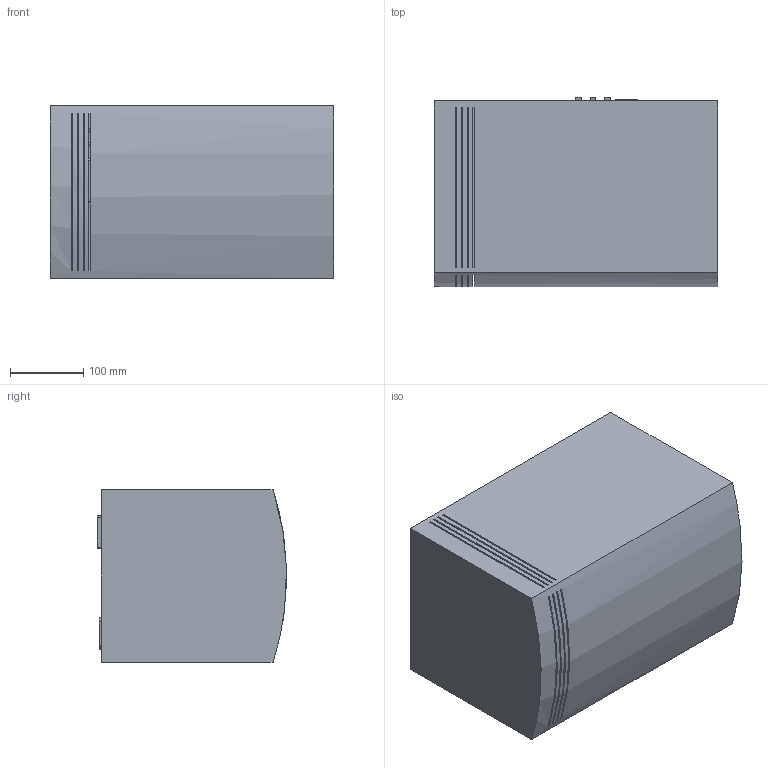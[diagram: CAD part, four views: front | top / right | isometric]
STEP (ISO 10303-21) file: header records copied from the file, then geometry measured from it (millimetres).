
FILE_DESCRIPTION((''),'2;1');
FILE_NAME('electr.stp', '2000-08-30T09:31:49',('User'),('SDRC'),'I-DEAS Master Series 8','UNIX', 'Yes');
FILE_SCHEMA(('CONFIG_CONTROL_DESIGN'));
Length unit declared in the file: millimetre
Assembly tree (11 placements, depth 0):
Bounding box: 389 x 259.13 x 236.6 mm (x, y, z)
Volume: 2723801 mm3; surface area: 1762328.3 mm2
Topology: 20 solids, 32 shells, 1220 faces, 3676 edges, 3362 vertices
Faces by surface type: bspline 1220
Entity records: 36076 total; most frequent: CARTESIAN_POINT 15108, ORIENTED_EDGE 5901, EDGE_CURVE 2973, QUASI_UNIFORM_CURVE 2768, VERTEX_POINT 1983, EDGE_LOOP 1422, FACE_OUTER_BOUND 1212, ADVANCED_FACE 1212
